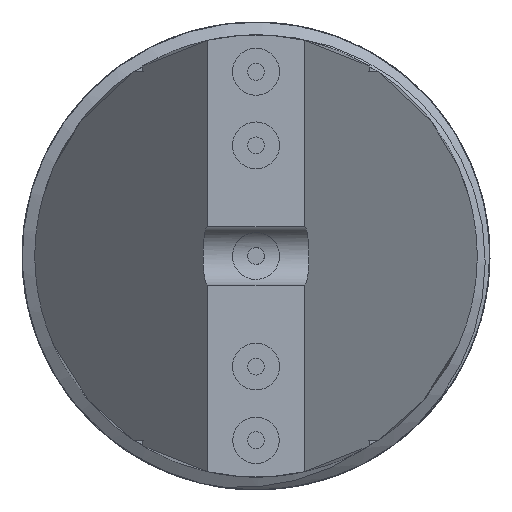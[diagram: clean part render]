
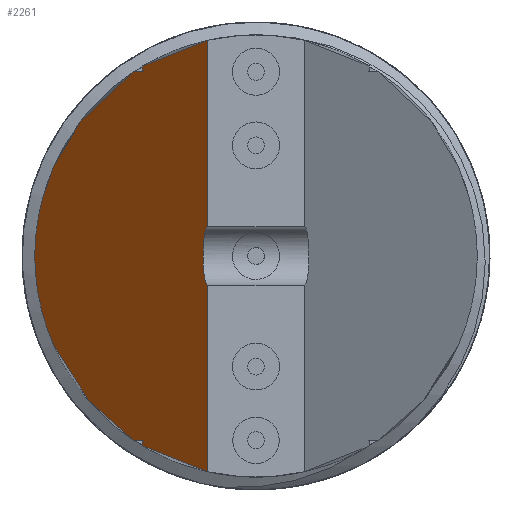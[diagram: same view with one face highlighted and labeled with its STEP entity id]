
A CAD part, left-side view. The second image highlights one B-rep face of the part: STEP entity #2261.
In plain terms, the highlighted planar face has unit normal (-0.158, 0.987, 0).
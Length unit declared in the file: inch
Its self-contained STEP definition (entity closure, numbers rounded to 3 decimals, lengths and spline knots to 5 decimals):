
#17 = CARTESIAN_POINT ( 'NONE',  ( 0., 0.02576, 0.11527 ) ) ;
#32 = DIRECTION ( 'NONE',  ( 0., 0., -1. ) ) ;
#72 = EDGE_LOOP ( 'NONE', ( #2659, #664, #1049, #125, #1865, #2652, #690, #2584, #347, #1962 ) ) ;
#98 = CARTESIAN_POINT ( 'NONE',  ( 0.21654, 0.06041, 0.0985 ) ) ;
#120 = VERTEX_POINT ( 'NONE', #1307 ) ;
#125 = ORIENTED_EDGE ( 'NONE', *, *, #608, .T. ) ;
#133 = LINE ( 'NONE', #2572, #2755 ) ;
#147 = VERTEX_POINT ( 'NONE', #1993 ) ;
#275 = CARTESIAN_POINT ( 'NONE',  ( 0., 0.02576, 0.01575 ) ) ;
#303 = DIRECTION ( 'NONE',  ( 0., 0., 1. ) ) ;
#320 = CARTESIAN_POINT ( 'NONE',  ( 0.21654, 0.06041, 0.3937 ) ) ;
#347 = ORIENTED_EDGE ( 'NONE', *, *, #1797, .T. ) ;
#353 = EDGE_CURVE ( 'NONE', #1856, #2554, #2394, .T. ) ;
#389 =( BOUNDED_CURVE ( )  B_SPLINE_CURVE ( 3, ( #17, #1527, #2722, #781 ),
 .UNSPECIFIED., .F., .F. ) 
 B_SPLINE_CURVE_WITH_KNOTS ( ( 4, 4 ),
 ( 1.7907, 2.10765 ),
 .UNSPECIFIED. ) 
 CURVE ( )  GEOMETRIC_REPRESENTATION_ITEM ( )  RATIONAL_B_SPLINE_CURVE ( ( 1., 0.992, 0.992, 1. ) ) 
 REPRESENTATION_ITEM ( '' )  );
#439 = CARTESIAN_POINT ( 'NONE',  ( 0.21654, 0.06041, 0.10149 ) ) ;
#496 = DIRECTION ( 'NONE',  ( -0.987, -0.158, 0. ) ) ;
#518 =( BOUNDED_CURVE ( )  B_SPLINE_CURVE ( 3, ( #1325, #2492, #1037, #275 ),
 .UNSPECIFIED., .F., .F. ) 
 B_SPLINE_CURVE_WITH_KNOTS ( ( 4, 4 ),
 ( 1.5708, 4.71239 ),
 .UNSPECIFIED. ) 
 CURVE ( )  GEOMETRIC_REPRESENTATION_ITEM ( )  RATIONAL_B_SPLINE_CURVE ( ( 1., 0.333, 0.333, 1. ) ) 
 REPRESENTATION_ITEM ( '' )  );
#552 = CARTESIAN_POINT ( 'NONE',  ( 0., 0.02576, -0.11527 ) ) ;
#608 = EDGE_CURVE ( 'NONE', #1905, #897, #389, .T. ) ;
#616 =( BOUNDED_CURVE ( )  B_SPLINE_CURVE ( 3, ( #2988, #1782, #2298, #552 ),
 .UNSPECIFIED., .F., .F. ) 
 B_SPLINE_CURVE_WITH_KNOTS ( ( 4, 4 ),
 ( 4.17553, 4.49248 ),
 .UNSPECIFIED. ) 
 CURVE ( )  GEOMETRIC_REPRESENTATION_ITEM ( )  RATIONAL_B_SPLINE_CURVE ( ( 1., 0.992, 0.992, 1. ) ) 
 REPRESENTATION_ITEM ( '' )  );
#664 = ORIENTED_EDGE ( 'NONE', *, *, #2501, .T. ) ;
#690 = ORIENTED_EDGE ( 'NONE', *, *, #1471, .T. ) ;
#748 = VERTEX_POINT ( 'NONE', #2043 ) ;
#781 = CARTESIAN_POINT ( 'NONE',  ( 0.21654, 0.06041, 0.10149 ) ) ;
#782 = EDGE_CURVE ( 'NONE', #147, #748, #2275, .T. ) ;
#897 = VERTEX_POINT ( 'NONE', #439 ) ;
#955 = CARTESIAN_POINT ( 'NONE',  ( 0.24634, 0.06517, -0.0985 ) ) ;
#965 = CARTESIAN_POINT ( 'NONE',  ( 0., 0.02576, 0.01575 ) ) ;
#992 = CARTESIAN_POINT ( 'NONE',  ( 0., 0.02576, 0.3937 ) ) ;
#1003 = VECTOR ( 'NONE', #496, 39.37008 ) ;
#1037 = CARTESIAN_POINT ( 'NONE',  ( 0.0315, 0.0308, 0.01575 ) ) ;
#1049 = ORIENTED_EDGE ( 'NONE', *, *, #1839, .F. ) ;
#1228 = DIRECTION ( 'NONE',  ( -0.158, 0.987, 0. ) ) ;
#1244 = DIRECTION ( 'NONE',  ( -0.987, -0.158, 0. ) ) ;
#1307 = CARTESIAN_POINT ( 'NONE',  ( 0., 0.02576, -0.11527 ) ) ;
#1325 = CARTESIAN_POINT ( 'NONE',  ( 0., 0.02576, -0.01575 ) ) ;
#1333 = DIRECTION ( 'NONE',  ( 0., 0., -1. ) ) ;
#1420 = FACE_OUTER_BOUND ( 'NONE', #72, .T. ) ;
#1471 = EDGE_CURVE ( 'NONE', #1856, #147, #1877, .T. ) ;
#1479 = CARTESIAN_POINT ( 'NONE',  ( 0., 0.02576, -0.0985 ) ) ;
#1519 = VERTEX_POINT ( 'NONE', #965 ) ;
#1527 = CARTESIAN_POINT ( 'NONE',  ( 0.07644, 0.03799, 0.11253 ) ) ;
#1573 = VECTOR ( 'NONE', #32, 39.37008 ) ;
#1644 = CARTESIAN_POINT ( 'NONE',  ( 0.21654, 0.06041, -0.10149 ) ) ;
#1782 = CARTESIAN_POINT ( 'NONE',  ( 0.14923, 0.04964, -0.1079 ) ) ;
#1797 = EDGE_CURVE ( 'NONE', #748, #1986, #2719, .T. ) ;
#1839 = EDGE_CURVE ( 'NONE', #1905, #1519, #1916, .T. ) ;
#1856 = VERTEX_POINT ( 'NONE', #2824 ) ;
#1865 = ORIENTED_EDGE ( 'NONE', *, *, #3169, .F. ) ;
#1877 =( BOUNDED_CURVE ( )  B_SPLINE_CURVE ( 3, ( #2420, #2182, #2191, #955 ),
 .UNSPECIFIED., .F., .F. ) 
 B_SPLINE_CURVE_WITH_KNOTS ( ( 4, 4 ),
 ( 2.15534, 4.12785 ),
 .UNSPECIFIED. ) 
 CURVE ( )  GEOMETRIC_REPRESENTATION_ITEM ( )  RATIONAL_B_SPLINE_CURVE ( ( 1., 0.701, 0.701, 1. ) ) 
 REPRESENTATION_ITEM ( '' )  );
#1905 = VERTEX_POINT ( 'NONE', #2859 ) ;
#1916 = LINE ( 'NONE', #2307, #3062 ) ;
#1962 = ORIENTED_EDGE ( 'NONE', *, *, #3164, .T. ) ;
#1986 = VERTEX_POINT ( 'NONE', #1644 ) ;
#1993 = CARTESIAN_POINT ( 'NONE',  ( 0.24634, 0.06517, -0.0985 ) ) ;
#2040 = PLANE ( 'NONE',  #2389 ) ;
#2043 = CARTESIAN_POINT ( 'NONE',  ( 0.21654, 0.06041, -0.0985 ) ) ;
#2046 = VECTOR ( 'NONE', #2453, 39.37008 ) ;
#2057 = DIRECTION ( 'NONE',  ( 0., 0., -1. ) ) ;
#2085 = VECTOR ( 'NONE', #2057, 39.37008 ) ;
#2182 = CARTESIAN_POINT ( 'NONE',  ( 0.73452, 0.14327, 0.04682 ) ) ;
#2191 = CARTESIAN_POINT ( 'NONE',  ( 0.73452, 0.14327, -0.04682 ) ) ;
#2228 = LINE ( 'NONE', #2771, #1573 ) ;
#2261 = ADVANCED_FACE ( 'NONE', ( #1420 ), #2040, .T. ) ;
#2275 = LINE ( 'NONE', #1479, #2046 ) ;
#2298 = CARTESIAN_POINT ( 'NONE',  ( 0.07644, 0.03799, -0.11253 ) ) ;
#2307 = CARTESIAN_POINT ( 'NONE',  ( 0., 0.02576, 0.3937 ) ) ;
#2389 = AXIS2_PLACEMENT_3D ( 'NONE', #992, #1228, #1244 ) ;
#2394 = LINE ( 'NONE', #2675, #1003 ) ;
#2402 = EDGE_CURVE ( 'NONE', #2413, #120, #2228, .T. ) ;
#2413 = VERTEX_POINT ( 'NONE', #2972 ) ;
#2420 = CARTESIAN_POINT ( 'NONE',  ( 0.24634, 0.06517, 0.0985 ) ) ;
#2453 = DIRECTION ( 'NONE',  ( -0.987, -0.158, 0. ) ) ;
#2492 = CARTESIAN_POINT ( 'NONE',  ( 0.0315, 0.0308, -0.01575 ) ) ;
#2501 = EDGE_CURVE ( 'NONE', #2413, #1519, #518, .T. ) ;
#2554 = VERTEX_POINT ( 'NONE', #98 ) ;
#2572 = CARTESIAN_POINT ( 'NONE',  ( 0.21654, 0.06041, 0.3937 ) ) ;
#2584 = ORIENTED_EDGE ( 'NONE', *, *, #782, .T. ) ;
#2652 = ORIENTED_EDGE ( 'NONE', *, *, #353, .F. ) ;
#2659 = ORIENTED_EDGE ( 'NONE', *, *, #2402, .F. ) ;
#2675 = CARTESIAN_POINT ( 'NONE',  ( 0., 0.02576, 0.0985 ) ) ;
#2719 = LINE ( 'NONE', #320, #2085 ) ;
#2722 = CARTESIAN_POINT ( 'NONE',  ( 0.14923, 0.04964, 0.1079 ) ) ;
#2755 = VECTOR ( 'NONE', #303, 39.37008 ) ;
#2771 = CARTESIAN_POINT ( 'NONE',  ( 0., 0.02576, 0.3937 ) ) ;
#2824 = CARTESIAN_POINT ( 'NONE',  ( 0.24634, 0.06517, 0.0985 ) ) ;
#2859 = CARTESIAN_POINT ( 'NONE',  ( 0., 0.02576, 0.11527 ) ) ;
#2972 = CARTESIAN_POINT ( 'NONE',  ( 0., 0.02576, -0.01575 ) ) ;
#2988 = CARTESIAN_POINT ( 'NONE',  ( 0.21654, 0.06041, -0.10149 ) ) ;
#3062 = VECTOR ( 'NONE', #1333, 39.37008 ) ;
#3164 = EDGE_CURVE ( 'NONE', #1986, #120, #616, .T. ) ;
#3169 = EDGE_CURVE ( 'NONE', #2554, #897, #133, .T. ) ;
